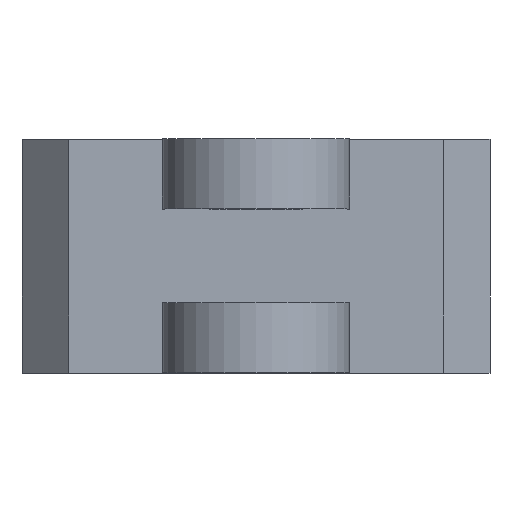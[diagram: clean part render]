
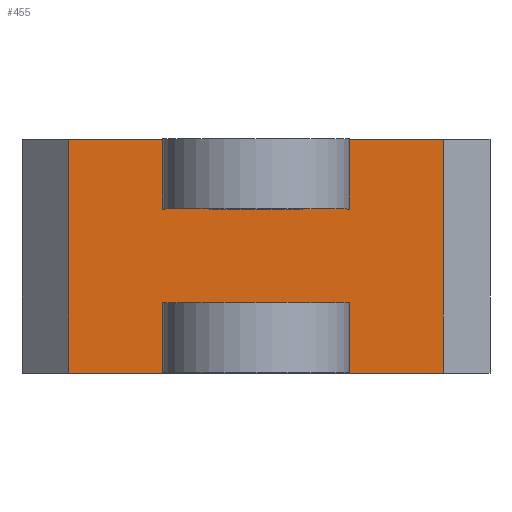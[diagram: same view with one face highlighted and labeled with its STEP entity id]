
A CAD part, top view. The second image highlights one B-rep face of the part: STEP entity #455.
In plain terms, the highlighted planar face has unit normal (0, 0, 1).
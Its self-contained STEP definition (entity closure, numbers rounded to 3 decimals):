
#40=FACE_OUTER_BOUND('',#66,.T.);
#66=EDGE_LOOP('',(#298,#299,#300,#301));
#95=LINE('',#665,#143);
#98=LINE('',#671,#146);
#101=LINE('',#677,#149);
#102=LINE('',#678,#150);
#143=VECTOR('',#538,10.);
#146=VECTOR('',#543,10.);
#149=VECTOR('',#548,10.);
#150=VECTOR('',#549,10.);
#191=VERTEX_POINT('',#662);
#192=VERTEX_POINT('',#664);
#194=VERTEX_POINT('',#670);
#196=VERTEX_POINT('',#676);
#231=EDGE_CURVE('',#191,#192,#95,.T.);
#234=EDGE_CURVE('',#194,#192,#98,.T.);
#237=EDGE_CURVE('',#191,#196,#101,.T.);
#238=EDGE_CURVE('',#194,#196,#102,.T.);
#298=ORIENTED_EDGE('',*,*,#231,.F.);
#299=ORIENTED_EDGE('',*,*,#237,.T.);
#300=ORIENTED_EDGE('',*,*,#238,.F.);
#301=ORIENTED_EDGE('',*,*,#234,.T.);
#412=PLANE('',#497);
#455=ADVANCED_FACE('',(#40),#412,.T.);
#497=AXIS2_PLACEMENT_3D('',#675,#546,#547);
#538=DIRECTION('',(0.,1.,0.));
#543=DIRECTION('',(-1.,0.,0.));
#546=DIRECTION('center_axis',(0.,0.,1.));
#547=DIRECTION('ref_axis',(1.,0.,0.));
#548=DIRECTION('',(1.,0.,0.));
#549=DIRECTION('',(0.,-1.,0.));
#662=CARTESIAN_POINT('',(10.,0.,10.));
#664=CARTESIAN_POINT('',(10.,50.,10.));
#665=CARTESIAN_POINT('',(10.,37.5,10.));
#670=CARTESIAN_POINT('',(90.,50.,10.));
#671=CARTESIAN_POINT('',(100.,50.,10.));
#675=CARTESIAN_POINT('Origin',(50.,25.,10.));
#676=CARTESIAN_POINT('',(90.,0.,10.));
#677=CARTESIAN_POINT('',(30.,0.,10.));
#678=CARTESIAN_POINT('',(90.,12.5,10.));
